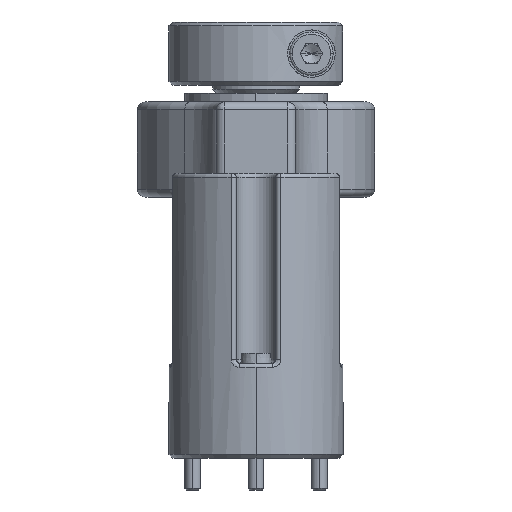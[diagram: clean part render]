
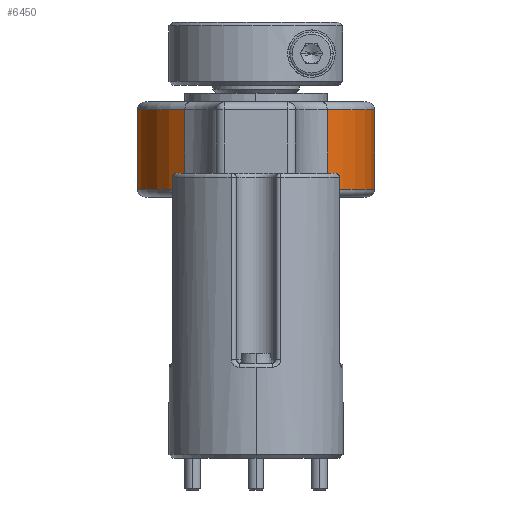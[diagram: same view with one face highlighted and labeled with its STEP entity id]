
A CAD part, left-side view. The second image highlights one B-rep face of the part: STEP entity #6450.
In plain terms, the highlighted cylindrical face has radius 15 mm (diameter 30 mm), a partial arc.
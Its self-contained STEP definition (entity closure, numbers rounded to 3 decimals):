
#4984 = VERTEX_POINT('',#4985);
#4985 = CARTESIAN_POINT('',(-2.121,1.,-14.849));
#5009 = EDGE_CURVE('',#4984,#5010,#5012,.T.);
#5010 = VERTEX_POINT('',#5011);
#5011 = CARTESIAN_POINT('',(-14.849,1.,-2.121));
#5012 = CIRCLE('',#5013,15.);
#5013 = AXIS2_PLACEMENT_3D('',#5014,#5015,#5016);
#5014 = CARTESIAN_POINT('',(0.,1.,0.));
#5015 = DIRECTION('',(0.,-1.,0.));
#5016 = DIRECTION('',(-0.141,-0.,-0.99));
#6256 = VERTEX_POINT('',#6257);
#6257 = CARTESIAN_POINT('',(-2.121,11.,-14.849));
#6285 = EDGE_CURVE('',#4984,#6256,#6286,.T.);
#6286 = LINE('',#6287,#6288);
#6287 = CARTESIAN_POINT('',(-2.121,1.,-14.849));
#6288 = VECTOR('',#6289,1.);
#6289 = DIRECTION('',(0.,1.,0.));
#6412 = VERTEX_POINT('',#6413);
#6413 = CARTESIAN_POINT('',(-14.849,11.,-2.121));
#6437 = EDGE_CURVE('',#6412,#6256,#6438,.T.);
#6438 = CIRCLE('',#6439,15.);
#6439 = AXIS2_PLACEMENT_3D('',#6440,#6441,#6442);
#6440 = CARTESIAN_POINT('',(0.,11.,0.));
#6441 = DIRECTION('',(0.,1.,0.));
#6442 = DIRECTION('',(-0.99,0.,-0.141));
#6450 = ADVANCED_FACE('',(#6451),#6462,.T.);
#6451 = FACE_BOUND('',#6452,.T.);
#6452 = EDGE_LOOP('',(#6453,#6459,#6460,#6461));
#6453 = ORIENTED_EDGE('',*,*,#6454,.F.);
#6454 = EDGE_CURVE('',#5010,#6412,#6455,.T.);
#6455 = LINE('',#6456,#6457);
#6456 = CARTESIAN_POINT('',(-14.849,1.,-2.121));
#6457 = VECTOR('',#6458,1.);
#6458 = DIRECTION('',(0.,1.,0.));
#6459 = ORIENTED_EDGE('',*,*,#5009,.F.);
#6460 = ORIENTED_EDGE('',*,*,#6285,.T.);
#6461 = ORIENTED_EDGE('',*,*,#6437,.F.);
#6462 = CYLINDRICAL_SURFACE('',#6463,15.);
#6463 = AXIS2_PLACEMENT_3D('',#6464,#6465,#6466);
#6464 = CARTESIAN_POINT('',(0.,0.,0.));
#6465 = DIRECTION('',(0.,1.,0.));
#6466 = DIRECTION('',(0.,0.,-1.));
